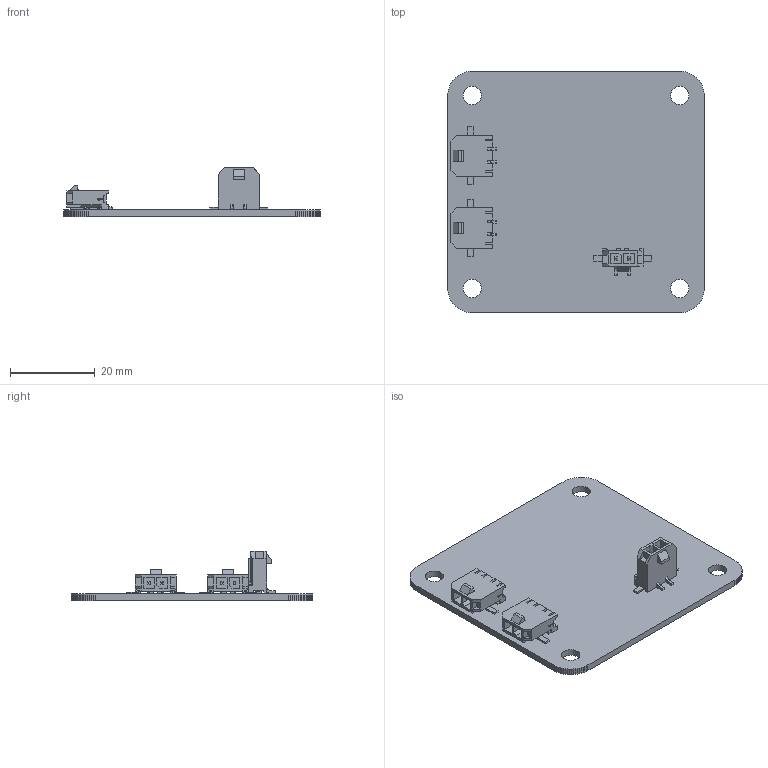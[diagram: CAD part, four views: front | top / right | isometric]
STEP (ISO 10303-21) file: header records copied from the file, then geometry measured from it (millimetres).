
FILE_DESCRIPTION(('KiCad electronic assembly'),'2;1');
FILE_NAME('ail.step','2024-03-14T18:40:11',('Pcbnew'),('Kicad'), 'Open CASCADE STEP processor 7.6','KiCad to STEP converter','Unknown' );
FILE_SCHEMA(('AUTOMOTIVE_DESIGN { 1 0 10303 214 1 1 1 1 }'));
Length unit declared in the file: millimetre
Products named in the file (6): ail 1; Molex-MicroFit-436500214; 436500214; Molex-MicroFit-436500224; 436500224wbm000_01; ail PCB
Assembly tree (6 placements, depth 3):
  ail 1
    Molex-MicroFit-436500214  x2
      436500214
    Molex-MicroFit-436500224
      436500224wbm000_01
    ail PCB
Bounding box: 60.5 x 57 x 11.65 mm (x, y, z)
Volume: 6166.9 mm3; surface area: 8960.4 mm2
Topology: 6 solids, 6 shells, 631 faces, 1792 edges, 1202 vertices
Faces by surface type: plane 571, cylinder 60
Full cylindrical faces by diameter (mm): 4.3 x4
Entity records: 28758 total; most frequent: CARTESIAN_POINT 5063, DIRECTION 4405, LINE 3323, VECTOR 3323, ORIENTED_EDGE 2330, PCURVE 2330, DEFINITIONAL_REPRESENTATION 2330, EDGE_CURVE 1165
